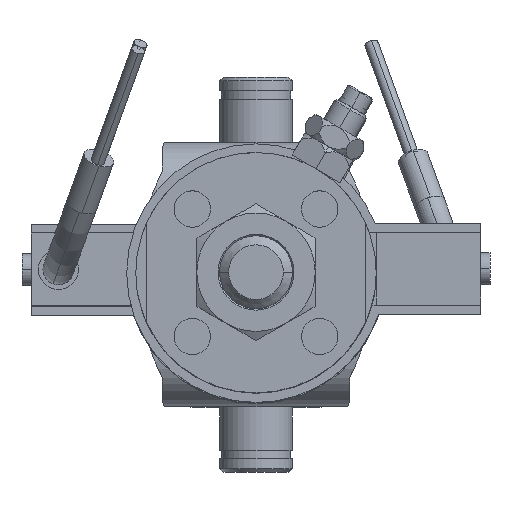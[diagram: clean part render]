
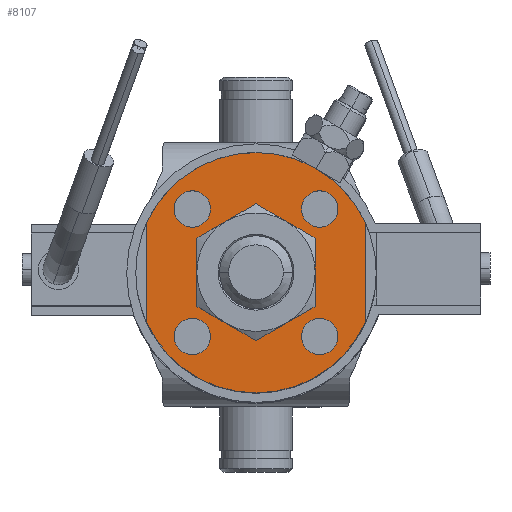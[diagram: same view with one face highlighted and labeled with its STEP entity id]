
A CAD part, top view. The second image highlights one B-rep face of the part: STEP entity #8107.
In plain terms, the highlighted planar face has unit normal (0, 0, 1).
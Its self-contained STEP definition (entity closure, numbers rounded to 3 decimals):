
#551 = EDGE_LOOP ( 'NONE', ( #7641, #9273 ) ) ;
#565 = EDGE_LOOP ( 'NONE', ( #9276, #9277 ) ) ;
#570 = EDGE_LOOP ( 'NONE', ( #9274, #9275 ) ) ;
#576 = EDGE_LOOP ( 'NONE', ( #9278, #9279 ) ) ;
#2385 = CARTESIAN_POINT ( 'NONE',  ( 7., -7., 21. ) ) ;
#2386 = DIRECTION ( 'NONE',  ( 0., 0., 1. ) ) ;
#2387 = DIRECTION ( 'NONE',  ( 1., 0., 0. ) ) ;
#2539 = CARTESIAN_POINT ( 'NONE',  ( -7., -7., 21. ) ) ;
#2541 = DIRECTION ( 'NONE',  ( 0., 0., 1. ) ) ;
#2543 = DIRECTION ( 'NONE',  ( -1., 0., 0. ) ) ;
#2563 = CARTESIAN_POINT ( 'NONE',  ( 7., 7., 21. ) ) ;
#2565 = DIRECTION ( 'NONE',  ( 0., 0., 1. ) ) ;
#2566 = DIRECTION ( 'NONE',  ( -1., 0., 0. ) ) ;
#2583 = CARTESIAN_POINT ( 'NONE',  ( -7., 7., 21. ) ) ;
#2584 = DIRECTION ( 'NONE',  ( 0., 0., 1. ) ) ;
#2586 = DIRECTION ( 'NONE',  ( 1., 0., 0. ) ) ;
#2606 = CARTESIAN_POINT ( 'NONE',  ( 0., 0., 21. ) ) ;
#2608 = DIRECTION ( 'NONE',  ( 0., 0., 1. ) ) ;
#2609 = DIRECTION ( 'NONE',  ( 1., 0., 0. ) ) ;
#2820 = CARTESIAN_POINT ( 'NONE',  ( 0., 0., 21. ) ) ;
#2821 = DIRECTION ( 'NONE',  ( 0., 0., 1. ) ) ;
#2823 = DIRECTION ( 'NONE',  ( 1., 0., 0. ) ) ;
#2826 = CARTESIAN_POINT ( 'NONE',  ( 7., -7., 21. ) ) ;
#2827 = DIRECTION ( 'NONE',  ( 0., 0., 1. ) ) ;
#2828 = DIRECTION ( 'NONE',  ( 1., 0., 0. ) ) ;
#2833 = CARTESIAN_POINT ( 'NONE',  ( -7., -7., 21. ) ) ;
#2835 = DIRECTION ( 'NONE',  ( 0., 0., 1. ) ) ;
#2837 = DIRECTION ( 'NONE',  ( -1., 0., 0. ) ) ;
#2842 = CARTESIAN_POINT ( 'NONE',  ( 7., 7., 21. ) ) ;
#2843 = DIRECTION ( 'NONE',  ( 0., 0., 1. ) ) ;
#2844 = DIRECTION ( 'NONE',  ( -1., 0., 0. ) ) ;
#4999 = CARTESIAN_POINT ( 'NONE',  ( -6., 0., 21. ) ) ;
#5000 = CARTESIAN_POINT ( 'NONE',  ( 5., 7., 21. ) ) ;
#5003 = CARTESIAN_POINT ( 'NONE',  ( -5., 7., 21. ) ) ;
#5004 = CARTESIAN_POINT ( 'NONE',  ( -5., -7., 21. ) ) ;
#5012 = CARTESIAN_POINT ( 'NONE',  ( 9., 7., 21. ) ) ;
#5013 = CARTESIAN_POINT ( 'NONE',  ( 9., -7., 21. ) ) ;
#5014 = CARTESIAN_POINT ( 'NONE',  ( 6., 0., 21. ) ) ;
#5015 = CARTESIAN_POINT ( 'NONE',  ( -9., -7., 21. ) ) ;
#5016 = CARTESIAN_POINT ( 'NONE',  ( -9., 7., 21. ) ) ;
#5017 = CARTESIAN_POINT ( 'NONE',  ( 5., -7., 21. ) ) ;
#5110 = CARTESIAN_POINT ( 'NONE',  ( 12., 0., 21. ) ) ;
#5118 = LINE ( 'NONE', #5124, #12147 ) ;
#5119 = LINE ( 'NONE', #5110, #12395 ) ;
#5120 = CARTESIAN_POINT ( 'NONE',  ( -7., 7., 21. ) ) ;
#5121 = DIRECTION ( 'NONE',  ( 0., 0., 1. ) ) ;
#5122 = DIRECTION ( 'NONE',  ( 1., 0., 0. ) ) ;
#5123 = DIRECTION ( 'NONE',  ( 0., -1., 0. ) ) ;
#5124 = CARTESIAN_POINT ( 'NONE',  ( -12., 0., 21. ) ) ;
#5126 = DIRECTION ( 'NONE',  ( 0., 1., 0. ) ) ;
#5127 = CARTESIAN_POINT ( 'NONE',  ( 0., 0., 21. ) ) ;
#5128 = DIRECTION ( 'NONE',  ( 0., 0., 1. ) ) ;
#5129 = DIRECTION ( 'NONE',  ( 1., 0., 0. ) ) ;
#5130 = CARTESIAN_POINT ( 'NONE',  ( 0., 0., 21. ) ) ;
#5131 = DIRECTION ( 'NONE',  ( 0., 0., 1. ) ) ;
#5132 = DIRECTION ( 'NONE',  ( 1., 0., 0. ) ) ;
#5532 = VERTEX_POINT ( 'NONE', #4999 ) ;
#5533 = VERTEX_POINT ( 'NONE', #5000 ) ;
#5536 = VERTEX_POINT ( 'NONE', #5003 ) ;
#5537 = VERTEX_POINT ( 'NONE', #5004 ) ;
#5545 = VERTEX_POINT ( 'NONE', #5012 ) ;
#5546 = VERTEX_POINT ( 'NONE', #5013 ) ;
#5547 = VERTEX_POINT ( 'NONE', #5014 ) ;
#5548 = VERTEX_POINT ( 'NONE', #5015 ) ;
#5549 = VERTEX_POINT ( 'NONE', #5016 ) ;
#5550 = VERTEX_POINT ( 'NONE', #5017 ) ;
#6491 = EDGE_CURVE ( 'NONE', #5536, #5549, #12372, .T. ) ;
#6492 = EDGE_CURVE ( 'Edge1', #6725, #6754, #5119, .T. ) ;
#6493 = EDGE_CURVE ( 'Edge2', #6766, #6744, #5118, .T. ) ;
#6494 = EDGE_CURVE ( 'NONE', #6766, #6754, #12267, .T. ) ;
#6495 = EDGE_CURVE ( 'NONE', #5532, #5547, #12154, .T. ) ;
#6725 = VERTEX_POINT ( 'NONE', #11227 ) ;
#6744 = VERTEX_POINT ( 'NONE', #11246 ) ;
#6754 = VERTEX_POINT ( 'NONE', #11256 ) ;
#6766 = VERTEX_POINT ( 'NONE', #11268 ) ;
#7641 = ORIENTED_EDGE ( 'NONE', *, *, #12009, .F. ) ;
#8107 = ADVANCED_FACE ( 'Face4', ( #10510, #10512, #10514, #10516, #10509, #10511 ), #10513, .T. ) ;
#9203 = EDGE_LOOP ( 'NONE', ( #9284, #9285 ) ) ;
#9217 = EDGE_LOOP ( 'NONE', ( #9280, #9281, #9282, #9283 ) ) ;
#9273 = ORIENTED_EDGE ( 'NONE', *, *, #11951, .F. ) ;
#9274 = ORIENTED_EDGE ( 'NONE', *, *, #12010, .F. ) ;
#9275 = ORIENTED_EDGE ( 'NONE', *, *, #11982, .F. ) ;
#9276 = ORIENTED_EDGE ( 'NONE', *, *, #12011, .F. ) ;
#9277 = ORIENTED_EDGE ( 'NONE', *, *, #11986, .F. ) ;
#9278 = ORIENTED_EDGE ( 'NONE', *, *, #6491, .F. ) ;
#9279 = ORIENTED_EDGE ( 'NONE', *, *, #11990, .F. ) ;
#9280 = ORIENTED_EDGE ( 'NONE', *, *, #6492, .F. ) ;
#9281 = ORIENTED_EDGE ( 'NONE', *, *, #12007, .T. ) ;
#9282 = ORIENTED_EDGE ( 'NONE', *, *, #6493, .F. ) ;
#9283 = ORIENTED_EDGE ( 'NONE', *, *, #6494, .T. ) ;
#9284 = ORIENTED_EDGE ( 'NONE', *, *, #6495, .F. ) ;
#9285 = ORIENTED_EDGE ( 'NONE', *, *, #11994, .F. ) ;
#9833 = CIRCLE ( 'NONE', #9879, 13.2 ) ;
#9842 = AXIS2_PLACEMENT_3D ( 'NONE', #2539, #2541, #2543 ) ;
#9872 = AXIS2_PLACEMENT_3D ( 'NONE', #2563, #2565, #2566 ) ;
#9879 = AXIS2_PLACEMENT_3D ( 'NONE', #2820, #2821, #2823 ) ;
#9881 = CIRCLE ( 'NONE', #9892, 2. ) ;
#9887 = CIRCLE ( 'NONE', #9900, 2. ) ;
#9892 = AXIS2_PLACEMENT_3D ( 'NONE', #2826, #2827, #2828 ) ;
#9895 = CIRCLE ( 'NONE', #9909, 2. ) ;
#9900 = AXIS2_PLACEMENT_3D ( 'NONE', #2833, #2835, #2837 ) ;
#9909 = AXIS2_PLACEMENT_3D ( 'NONE', #2842, #2843, #2844 ) ;
#9922 = CIRCLE ( 'NONE', #9842, 2. ) ;
#9926 = AXIS2_PLACEMENT_3D ( 'NONE', #2606, #2608, #2609 ) ;
#9956 = AXIS2_PLACEMENT_3D ( 'NONE', #2385, #2386, #2387 ) ;
#9975 = CIRCLE ( 'NONE', #9956, 2. ) ;
#9977 = CIRCLE ( 'NONE', #9872, 2. ) ;
#9992 = CIRCLE ( 'NONE', #10014, 2. ) ;
#10014 = AXIS2_PLACEMENT_3D ( 'NONE', #2583, #2584, #2586 ) ;
#10041 = CIRCLE ( 'NONE', #9926, 6. ) ;
#10509 = FACE_OUTER_BOUND ( 'NONE', #9217, .T. ) ;
#10510 = FACE_BOUND ( 'NONE', #551, .T. ) ;
#10511 = FACE_BOUND ( 'NONE', #9203, .T. ) ;
#10512 = FACE_BOUND ( 'NONE', #570, .T. ) ;
#10513 = PLANE ( 'NONE',  #12016 ) ;
#10514 = FACE_BOUND ( 'NONE', #565, .T. ) ;
#10516 = FACE_BOUND ( 'NONE', #576, .T. ) ;
#10517 = CARTESIAN_POINT ( 'NONE',  ( 0., 0., 21. ) ) ;
#10518 = DIRECTION ( 'NONE',  ( 0., 0., 1. ) ) ;
#10519 = DIRECTION ( 'NONE',  ( 1., 0., 0. ) ) ;
#11227 = CARTESIAN_POINT ( 'NONE',  ( 12., 5.499, 21. ) ) ;
#11246 = CARTESIAN_POINT ( 'NONE',  ( -12., 5.499, 21. ) ) ;
#11256 = CARTESIAN_POINT ( 'NONE',  ( 12., -5.499, 21. ) ) ;
#11268 = CARTESIAN_POINT ( 'NONE',  ( -12., -5.499, 21. ) ) ;
#11951 = EDGE_CURVE ( 'NONE', #5550, #5546, #9975, .T. ) ;
#11982 = EDGE_CURVE ( 'NONE', #5548, #5537, #9922, .T. ) ;
#11986 = EDGE_CURVE ( 'NONE', #5533, #5545, #9977, .T. ) ;
#11990 = EDGE_CURVE ( 'NONE', #5549, #5536, #9992, .T. ) ;
#11994 = EDGE_CURVE ( 'NONE', #5547, #5532, #10041, .T. ) ;
#12007 = EDGE_CURVE ( 'Edge5', #6725, #6744, #9833, .T. ) ;
#12009 = EDGE_CURVE ( 'NONE', #5546, #5550, #9881, .T. ) ;
#12010 = EDGE_CURVE ( 'NONE', #5537, #5548, #9887, .T. ) ;
#12011 = EDGE_CURVE ( 'NONE', #5545, #5533, #9895, .T. ) ;
#12016 = AXIS2_PLACEMENT_3D ( 'NONE', #10517, #10518, #10519 ) ;
#12059 = AXIS2_PLACEMENT_3D ( 'NONE', #5127, #5128, #5129 ) ;
#12147 = VECTOR ( 'NONE', #5126, 1000. ) ;
#12154 = CIRCLE ( 'NONE', #12240, 6. ) ;
#12240 = AXIS2_PLACEMENT_3D ( 'NONE', #5130, #5131, #5132 ) ;
#12267 = CIRCLE ( 'NONE', #12059, 13.2 ) ;
#12372 = CIRCLE ( 'NONE', #12432, 2. ) ;
#12395 = VECTOR ( 'NONE', #5123, 1000. ) ;
#12432 = AXIS2_PLACEMENT_3D ( 'NONE', #5120, #5121, #5122 ) ;
